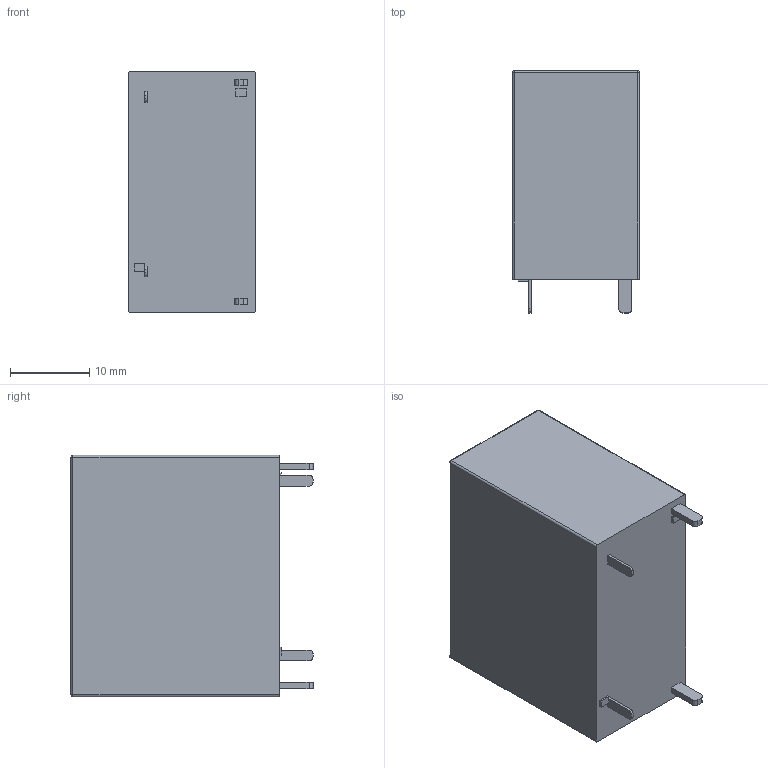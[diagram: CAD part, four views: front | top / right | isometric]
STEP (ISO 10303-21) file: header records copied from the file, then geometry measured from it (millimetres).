
FILE_DESCRIPTION(/* description */ (''),/* implementation_level */ '2;1');
FILE_NAME(/* name */ 'TE-PCFN-1xxH2MG v3.step',/* time_stamp */ '2021-01-15T10:39:24-05:00',/* author */ (''),/* organization */ (''),/* preprocessor_version */ 'ST-DEVELOPER v18.1',/* originating_system */ 'Autodesk Translation Framework v9.7.0.1280',/* authorisation */ '');
FILE_SCHEMA (('AUTOMOTIVE_DESIGN { 1 0 10303 214 3 1 1 }'));
Length unit declared in the file: millimetre
Products named in the file (1): TE-PCFN-1xxH2MG
Bounding box: 16 x 30.5 x 30.4 mm (x, y, z)
Volume: 12780.1 mm3; surface area: 3463.6 mm2
Topology: 5 solids, 5 shells, 60 faces, 132 edges, 84 vertices
Faces by surface type: plane 40, cylinder 16, sphere 4
Entity records: 1675 total; most frequent: DIRECTION 286, CARTESIAN_POINT 277, ORIENTED_EDGE 264, EDGE_CURVE 132, LINE 100, VECTOR 100, AXIS2_PLACEMENT_3D 93, VERTEX_POINT 84
